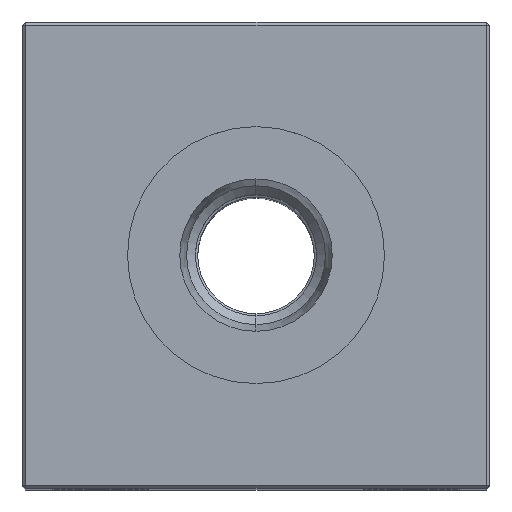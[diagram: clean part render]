
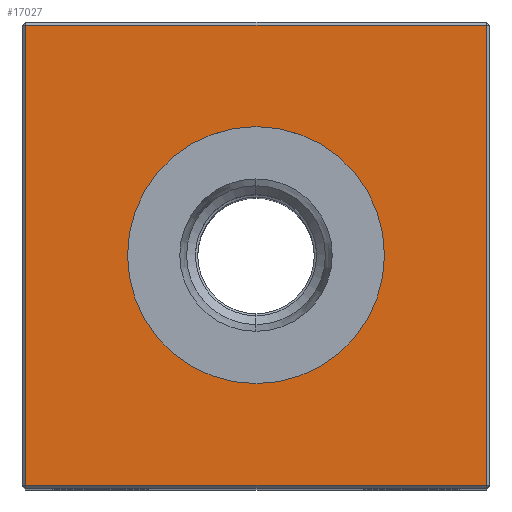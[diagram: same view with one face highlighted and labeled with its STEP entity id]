
A CAD part, top view. The second image highlights one B-rep face of the part: STEP entity #17027.
In plain terms, the highlighted planar face has unit normal (0, 0, 1).
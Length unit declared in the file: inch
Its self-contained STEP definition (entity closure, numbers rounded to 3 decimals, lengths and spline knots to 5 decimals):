
#128 = EDGE_CURVE ( 'NONE', #19119, #18842, #16884, .T. ) ;
#197 = VECTOR ( 'NONE', #10603, 39.37008 ) ;
#227 = ORIENTED_EDGE ( 'NONE', *, *, #11989, .T. ) ;
#380 = PLANE ( 'NONE',  #11150 ) ;
#515 = CARTESIAN_POINT ( 'NONE',  ( 0., 0.74, 3.25 ) ) ;
#572 = CARTESIAN_POINT ( 'NONE',  ( 0., 0., 3.25 ) ) ;
#616 = CARTESIAN_POINT ( 'NONE',  ( 0., 0., 3.25 ) ) ;
#1562 = CARTESIAN_POINT ( 'NONE',  ( -0.74, -0.74, 3.25 ) ) ;
#1748 = AXIS2_PLACEMENT_3D ( 'NONE', #572, #12091, #6379 ) ;
#2542 = CARTESIAN_POINT ( 'NONE',  ( 0.74, -0.74, 3.25 ) ) ;
#3686 = DIRECTION ( 'NONE',  ( 1., 0., 0. ) ) ;
#3769 = VECTOR ( 'NONE', #13453, 39.37008 ) ;
#3791 = VERTEX_POINT ( 'NONE', #22625 ) ;
#3879 = EDGE_CURVE ( 'NONE', #22876, #19119, #6051, .T. ) ;
#4156 = LINE ( 'NONE', #515, #9389 ) ;
#4405 = CARTESIAN_POINT ( 'NONE',  ( 0., -0.41339, 3.25 ) ) ;
#4855 = ORIENTED_EDGE ( 'NONE', *, *, #7879, .T. ) ;
#5606 = CARTESIAN_POINT ( 'NONE',  ( 0., -0.74, 3.25 ) ) ;
#5774 = DIRECTION ( 'NONE',  ( 0., 0., -1. ) ) ;
#6013 = EDGE_CURVE ( 'NONE', #16108, #22876, #4156, .T. ) ;
#6014 = DIRECTION ( 'NONE',  ( -1., 0., 0. ) ) ;
#6051 = LINE ( 'NONE', #7628, #3769 ) ;
#6379 = DIRECTION ( 'NONE',  ( -1., 0., 0. ) ) ;
#7591 = CARTESIAN_POINT ( 'NONE',  ( 0., 0., 3.25 ) ) ;
#7628 = CARTESIAN_POINT ( 'NONE',  ( -0.74, 0., 3.25 ) ) ;
#7879 = EDGE_CURVE ( 'NONE', #16017, #3791, #15225, .T. ) ;
#7894 = DIRECTION ( 'NONE',  ( -1., 0., 0. ) ) ;
#7997 = DIRECTION ( 'NONE',  ( 0., 0., -1. ) ) ;
#8511 = CARTESIAN_POINT ( 'NONE',  ( 0.74, 0.74, 3.25 ) ) ;
#8780 = LINE ( 'NONE', #12086, #197 ) ;
#9147 = ORIENTED_EDGE ( 'NONE', *, *, #3879, .T. ) ;
#9389 = VECTOR ( 'NONE', #7894, 39.37008 ) ;
#9811 = FACE_BOUND ( 'NONE', #19531, .T. ) ;
#10603 = DIRECTION ( 'NONE',  ( 0., 1., 0. ) ) ;
#11018 = EDGE_CURVE ( 'NONE', #18842, #16108, #8780, .T. ) ;
#11150 = AXIS2_PLACEMENT_3D ( 'NONE', #616, #7997, #12986 ) ;
#11859 = EDGE_LOOP ( 'NONE', ( #9147, #12894, #20323, #15435 ) ) ;
#11989 = EDGE_CURVE ( 'NONE', #3791, #16017, #22594, .T. ) ;
#12086 = CARTESIAN_POINT ( 'NONE',  ( 0.74, 0., 3.25 ) ) ;
#12091 = DIRECTION ( 'NONE',  ( 0., 0., -1. ) ) ;
#12824 = CARTESIAN_POINT ( 'NONE',  ( -0.74, 0.74, 3.25 ) ) ;
#12894 = ORIENTED_EDGE ( 'NONE', *, *, #128, .T. ) ;
#12986 = DIRECTION ( 'NONE',  ( -1., 0., 0. ) ) ;
#13453 = DIRECTION ( 'NONE',  ( 0., -1., 0. ) ) ;
#15225 = CIRCLE ( 'NONE', #18717, 0.41339 ) ;
#15435 = ORIENTED_EDGE ( 'NONE', *, *, #6013, .T. ) ;
#15513 = VECTOR ( 'NONE', #3686, 39.37008 ) ;
#16017 = VERTEX_POINT ( 'NONE', #4405 ) ;
#16108 = VERTEX_POINT ( 'NONE', #8511 ) ;
#16884 = LINE ( 'NONE', #5606, #15513 ) ;
#17027 = ADVANCED_FACE ( 'NONE', ( #20352, #9811 ), #380, .F. ) ;
#18717 = AXIS2_PLACEMENT_3D ( 'NONE', #7591, #5774, #6014 ) ;
#18842 = VERTEX_POINT ( 'NONE', #2542 ) ;
#19119 = VERTEX_POINT ( 'NONE', #1562 ) ;
#19531 = EDGE_LOOP ( 'NONE', ( #227, #4855 ) ) ;
#20323 = ORIENTED_EDGE ( 'NONE', *, *, #11018, .T. ) ;
#20352 = FACE_OUTER_BOUND ( 'NONE', #11859, .T. ) ;
#22594 = CIRCLE ( 'NONE', #1748, 0.41339 ) ;
#22625 = CARTESIAN_POINT ( 'NONE',  ( 0., 0.41339, 3.25 ) ) ;
#22876 = VERTEX_POINT ( 'NONE', #12824 ) ;
